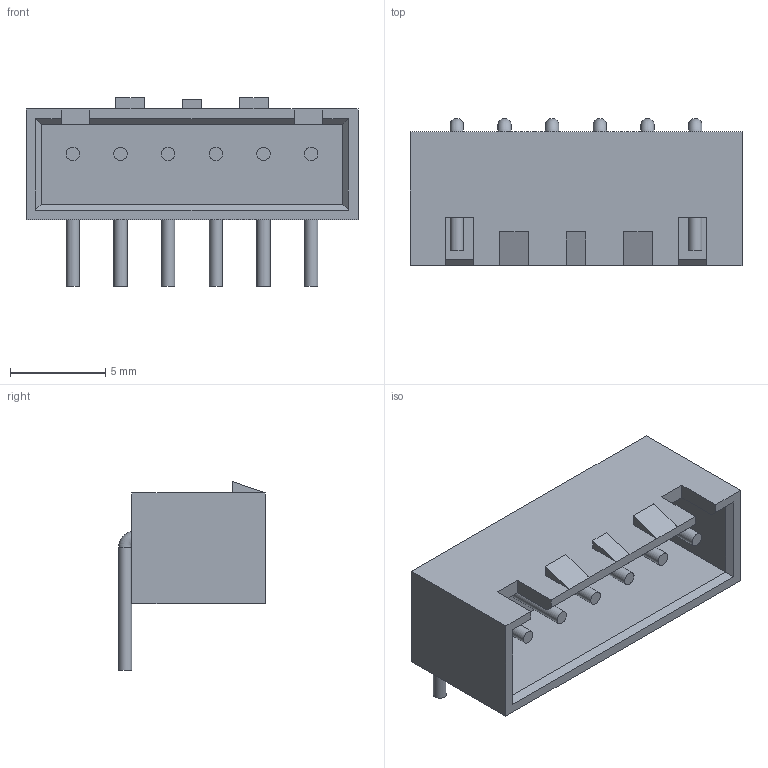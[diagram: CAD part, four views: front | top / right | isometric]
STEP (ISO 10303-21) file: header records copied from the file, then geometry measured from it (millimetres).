
FILE_DESCRIPTION(/* description */ (''),/* implementation_level */ '2;1');
FILE_NAME(/* name */ 'SMAW250-06P.stp',/* time_stamp */ '2020-02-18T14:55:20+09:00',/* author */ ('TO'),/* organization */ (''),/* preprocessor_version */ 'ST-DEVELOPER v18',/* originating_system */ 'Autodesk Inventor 2020',/* authorisation */ '');
FILE_SCHEMA (('AUTOMOTIVE_DESIGN { 1 0 10303 214 3 1 1 }'));
Length unit declared in the file: millimetre
Products named in the file (1): SMAW250-06P
Bounding box: 17.4 x 7.7 x 9.9 mm (x, y, z)
Volume: 399.6 mm3; surface area: 898.7 mm2
Topology: 7 solids, 7 shells, 66 faces, 170 edges, 118 vertices
Faces by surface type: plane 48, cylinder 12, torus 6
Full cylindrical faces by diameter (mm): 0.7 x12
Entity records: 2105 total; most frequent: DIRECTION 370, CARTESIAN_POINT 355, ORIENTED_EDGE 340, EDGE_CURVE 170, AXIS2_PLACEMENT_3D 133, VERTEX_POINT 118, LINE 104, VECTOR 104
